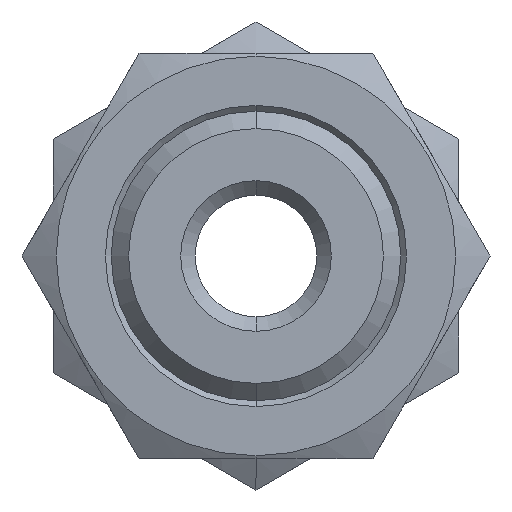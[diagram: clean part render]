
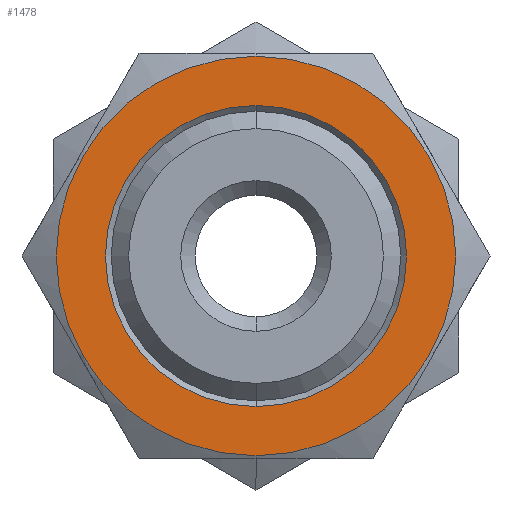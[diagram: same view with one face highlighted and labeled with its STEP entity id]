
A CAD part, left-side view. The second image highlights one B-rep face of the part: STEP entity #1478.
In plain terms, the highlighted face is planar.
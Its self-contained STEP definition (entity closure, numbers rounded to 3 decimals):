
#93 = VERTEX_POINT ( 'NONE', #295 ) ;
#94 = VERTEX_POINT ( 'NONE', #289 ) ;
#135 = EDGE_CURVE ( 'NONE', #93, #94, #413, .T. ) ;
#289 = CARTESIAN_POINT ( 'NONE',  ( 0., 4., 6.9 ) ) ;
#295 = CARTESIAN_POINT ( 'NONE',  ( 0., 4., -6.9 ) ) ;
#409 = DIRECTION ( 'NONE',  ( 0., 0., -1. ) ) ;
#410 = DIRECTION ( 'NONE',  ( 0., -1., 0. ) ) ;
#411 = CARTESIAN_POINT ( 'NONE',  ( 0., 4., 0. ) ) ;
#412 = AXIS2_PLACEMENT_3D ( 'NONE', #411, #410, #409 ) ;
#413 = CIRCLE ( 'NONE', #412, 6.9 ) ;
#541 = CARTESIAN_POINT ( 'NONE',  ( 0., 4., 5.2 ) ) ;
#571 = DIRECTION ( 'NONE',  ( 0., 0., -1. ) ) ;
#572 = DIRECTION ( 'NONE',  ( 0., -1., 0. ) ) ;
#573 = AXIS2_PLACEMENT_3D ( 'NONE', #582, #572, #571 ) ;
#574 = CIRCLE ( 'NONE', #573, 5.2 ) ;
#582 = CARTESIAN_POINT ( 'NONE',  ( 0., 4., 0. ) ) ;
#649 = CARTESIAN_POINT ( 'NONE',  ( 0., 4., -5.2 ) ) ;
#886 = DIRECTION ( 'NONE',  ( 0., 1., 0. ) ) ;
#887 = CARTESIAN_POINT ( 'NONE',  ( 6.9, 4., 0. ) ) ;
#888 = CIRCLE ( 'NONE', #943, 5.2 ) ;
#889 = AXIS2_PLACEMENT_3D ( 'NONE', #887, #886, #944 ) ;
#890 = PLANE ( 'NONE',  #889 ) ;
#891 = FACE_OUTER_BOUND ( 'NONE', #1479, .T. ) ;
#896 = FACE_BOUND ( 'NONE', #1474, .T. ) ;
#906 = DIRECTION ( 'NONE',  ( 0., 0., -1. ) ) ;
#907 = DIRECTION ( 'NONE',  ( 0., -1., 0. ) ) ;
#908 = CARTESIAN_POINT ( 'NONE',  ( 0., 4., 0. ) ) ;
#909 = AXIS2_PLACEMENT_3D ( 'NONE', #908, #907, #906 ) ;
#910 = CIRCLE ( 'NONE', #909, 6.9 ) ;
#940 = DIRECTION ( 'NONE',  ( 0., 0., -1. ) ) ;
#941 = DIRECTION ( 'NONE',  ( 0., -1., 0. ) ) ;
#942 = CARTESIAN_POINT ( 'NONE',  ( 0., 4., 0. ) ) ;
#943 = AXIS2_PLACEMENT_3D ( 'NONE', #942, #941, #940 ) ;
#944 = DIRECTION ( 'NONE',  ( 0., 0., 1. ) ) ;
#1300 = VERTEX_POINT ( 'NONE', #541 ) ;
#1309 = EDGE_CURVE ( 'NONE', #1300, #1341, #574, .T. ) ;
#1341 = VERTEX_POINT ( 'NONE', #649 ) ;
#1465 = ORIENTED_EDGE ( 'NONE', *, *, #135, .F. ) ;
#1466 = ORIENTED_EDGE ( 'NONE', *, *, #1469, .F. ) ;
#1467 = ORIENTED_EDGE ( 'NONE', *, *, #1483, .T. ) ;
#1469 = EDGE_CURVE ( 'NONE', #94, #93, #910, .T. ) ;
#1474 = EDGE_LOOP ( 'NONE', ( #1480, #1467 ) ) ;
#1478 = ADVANCED_FACE ( 'NONE', ( #896, #891 ), #890, .T. ) ;
#1479 = EDGE_LOOP ( 'NONE', ( #1465, #1466 ) ) ;
#1480 = ORIENTED_EDGE ( 'NONE', *, *, #1309, .T. ) ;
#1483 = EDGE_CURVE ( 'NONE', #1341, #1300, #888, .T. ) ;
